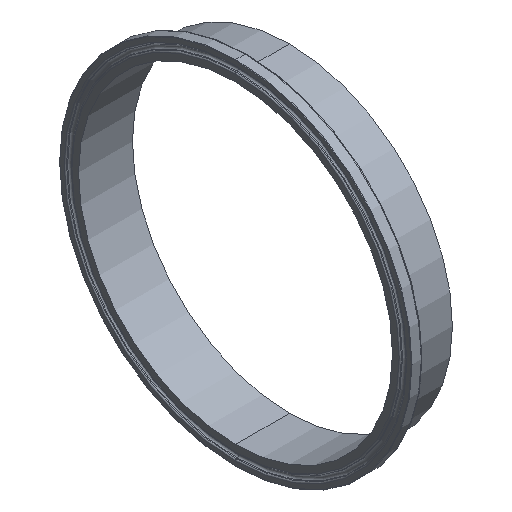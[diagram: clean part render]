
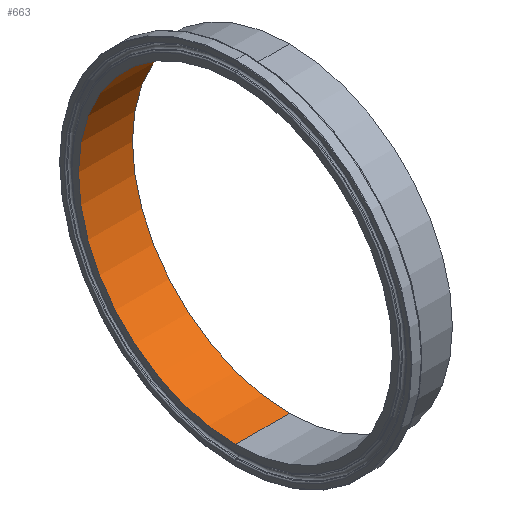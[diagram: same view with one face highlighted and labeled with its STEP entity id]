
A CAD part, isometric view. The second image highlights one B-rep face of the part: STEP entity #663.
In plain terms, the highlighted cylindrical face has radius 81.55 mm (diameter 163.1 mm), a partial arc.
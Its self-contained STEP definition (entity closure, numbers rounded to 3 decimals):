
#16 = EDGE_CURVE ( 'NONE', #526, #84, #540, .T. ) ;
#33 = ORIENTED_EDGE ( 'NONE', *, *, #16, .T. ) ;
#37 = AXIS2_PLACEMENT_3D ( 'NONE', #724, #655, #70 ) ;
#52 = CARTESIAN_POINT ( 'NONE',  ( 28., 0., -81.55 ) ) ;
#70 = DIRECTION ( 'NONE',  ( 0., 0., 1. ) ) ;
#79 = DIRECTION ( 'NONE',  ( -1., 0., 0. ) ) ;
#84 = VERTEX_POINT ( 'NONE', #545 ) ;
#93 = ORIENTED_EDGE ( 'NONE', *, *, #120, .F. ) ;
#106 = DIRECTION ( 'NONE',  ( 0., 0., 1. ) ) ;
#115 = ORIENTED_EDGE ( 'NONE', *, *, #326, .T. ) ;
#120 = EDGE_CURVE ( 'NONE', #647, #84, #248, .T. ) ;
#128 = CARTESIAN_POINT ( 'NONE',  ( 0., 0., -81.55 ) ) ;
#184 = AXIS2_PLACEMENT_3D ( 'NONE', #686, #387, #106 ) ;
#248 = LINE ( 'NONE', #128, #736 ) ;
#281 = FACE_OUTER_BOUND ( 'NONE', #291, .T. ) ;
#291 = EDGE_LOOP ( 'NONE', ( #93, #554, #115, #33 ) ) ;
#308 = LINE ( 'NONE', #544, #593 ) ;
#323 = DIRECTION ( 'NONE',  ( 0., 0., 1. ) ) ;
#326 = EDGE_CURVE ( 'NONE', #519, #526, #308, .T. ) ;
#364 = DIRECTION ( 'NONE',  ( -1., 0., 0. ) ) ;
#387 = DIRECTION ( 'NONE',  ( -1., 0., 0. ) ) ;
#417 = EDGE_CURVE ( 'NONE', #519, #647, #667, .T. ) ;
#432 = AXIS2_PLACEMENT_3D ( 'NONE', #442, #79, #323 ) ;
#442 = CARTESIAN_POINT ( 'NONE',  ( 28., 0., 0. ) ) ;
#478 = DIRECTION ( 'NONE',  ( -1., 0., 0. ) ) ;
#519 = VERTEX_POINT ( 'NONE', #673 ) ;
#526 = VERTEX_POINT ( 'NONE', #742 ) ;
#540 = CIRCLE ( 'NONE', #37, 81.55 ) ;
#544 = CARTESIAN_POINT ( 'NONE',  ( 0., 0., 81.55 ) ) ;
#545 = CARTESIAN_POINT ( 'NONE',  ( 0., 0., -81.55 ) ) ;
#554 = ORIENTED_EDGE ( 'NONE', *, *, #417, .F. ) ;
#563 = CYLINDRICAL_SURFACE ( 'NONE', #184, 81.55 ) ;
#593 = VECTOR ( 'NONE', #478, 1000. ) ;
#647 = VERTEX_POINT ( 'NONE', #52 ) ;
#655 = DIRECTION ( 'NONE',  ( -1., 0., 0. ) ) ;
#663 = ADVANCED_FACE ( 'NONE', ( #281 ), #563, .F. ) ;
#667 = CIRCLE ( 'NONE', #432, 81.55 ) ;
#673 = CARTESIAN_POINT ( 'NONE',  ( 28., 0., 81.55 ) ) ;
#686 = CARTESIAN_POINT ( 'NONE',  ( 0., 0., 0. ) ) ;
#724 = CARTESIAN_POINT ( 'NONE',  ( 0., 0., 0. ) ) ;
#736 = VECTOR ( 'NONE', #364, 1000. ) ;
#742 = CARTESIAN_POINT ( 'NONE',  ( 0., 0., 81.55 ) ) ;
